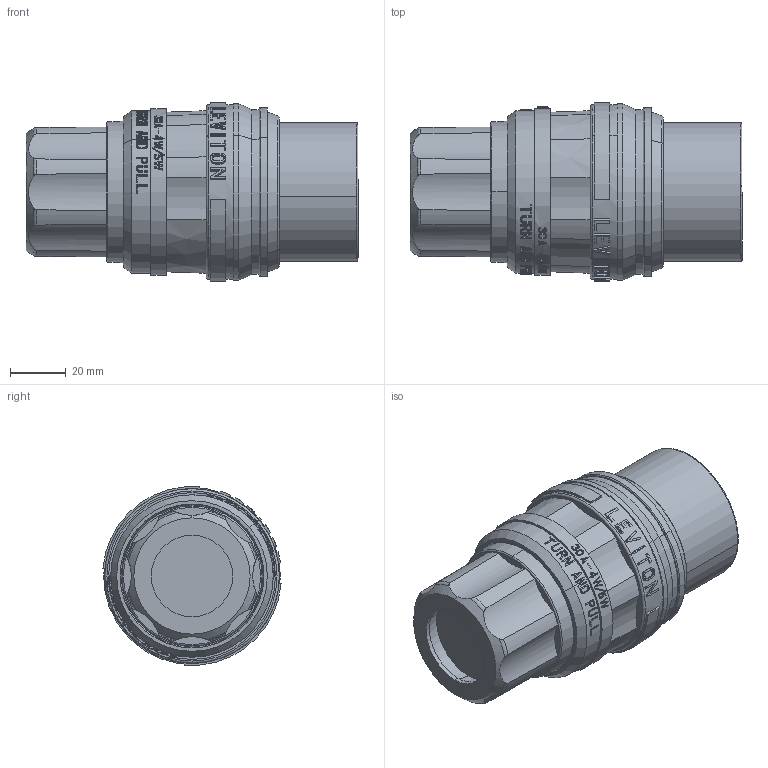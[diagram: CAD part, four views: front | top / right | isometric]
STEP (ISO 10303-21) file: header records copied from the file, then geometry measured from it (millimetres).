
FILE_DESCRIPTION (( 'STEP AP214' ), '1' );
FILE_NAME ('CATSTD-78W81-00X.STEP', '2022-11-05T02:52:14', ( '' ), ( '' ), 'SwSTEP 2.0', 'SolidWorks 2020', '' );
FILE_SCHEMA (( 'AUTOMOTIVE_DESIGN' ));
Length unit declared in the file: inch
Products named in the file (1): CATSTD-78W81-00X
Bounding box: 119.27 x 64.04 x 64.04 mm (x, y, z)
Surface area: 31056.6 mm2 (no closed solid volume)
Topology: 0 solids, 9 shells, 751 faces, 2487 edges, 1695 vertices
Faces by surface type: plane 526, cylinder 176, cone 30, torus 16, bspline 3
Entity records: 37957 total; most frequent: CARTESIAN_POINT 8560, ORIENTED_EDGE 4351, DIRECTION 3706, EDGE_CURVE 2487, VERTEX_POINT 1695, AXIS2_PLACEMENT_3D 1310, LINE 1086, VECTOR 1086
